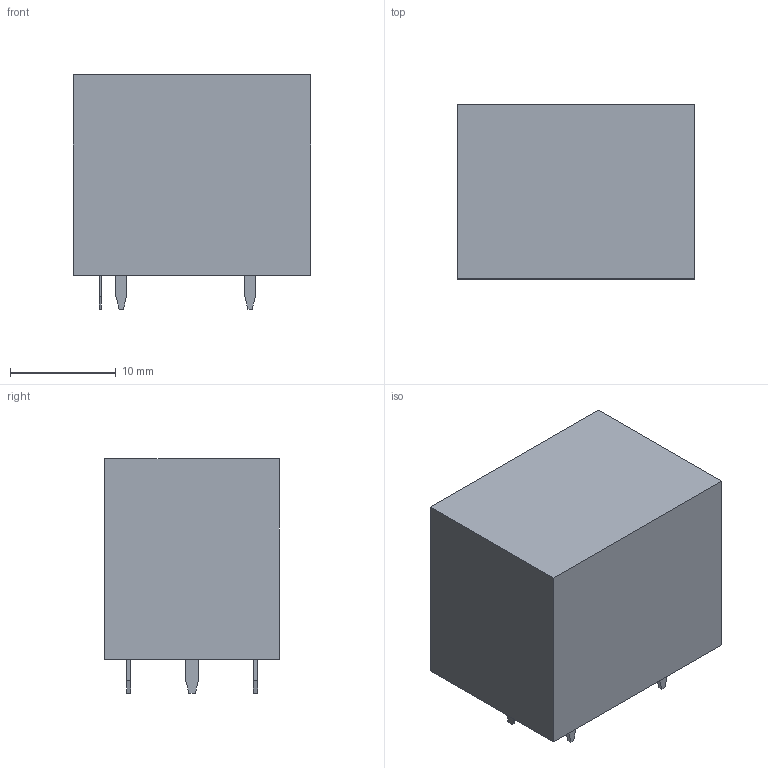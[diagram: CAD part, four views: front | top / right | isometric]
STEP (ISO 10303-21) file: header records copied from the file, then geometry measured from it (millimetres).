
FILE_DESCRIPTION (( 'STEP AP214' ), '1' );
FILE_NAME ('RELAY-TH_G5LE-1A4-XXXX.step', '2022-07-09T13:14:00', ( '' ), ( '' ), 'SwSTEP 2.0', 'SolidWorks 2020', '' );
FILE_SCHEMA (( 'AUTOMOTIVE_DESIGN' ));
Length unit declared in the file: millimetre
Products named in the file (1): RELAY-TH_G5LE-1A4-XXXX
Bounding box: 22.5 x 16.51 x 22.2 mm (x, y, z)
Volume: 6884.5 mm3; surface area: 2303.9 mm2
Topology: 5 solids, 5 shells, 326 faces, 867 edges, 578 vertices
Faces by surface type: plane 214, bspline 112
Entity records: 14252 total; most frequent: CARTESIAN_POINT 3876, ORIENTED_EDGE 1734, DIRECTION 1069, EDGE_CURVE 867, LINE 639, VECTOR 639, VERTEX_POINT 578, EDGE_LOOP 353
